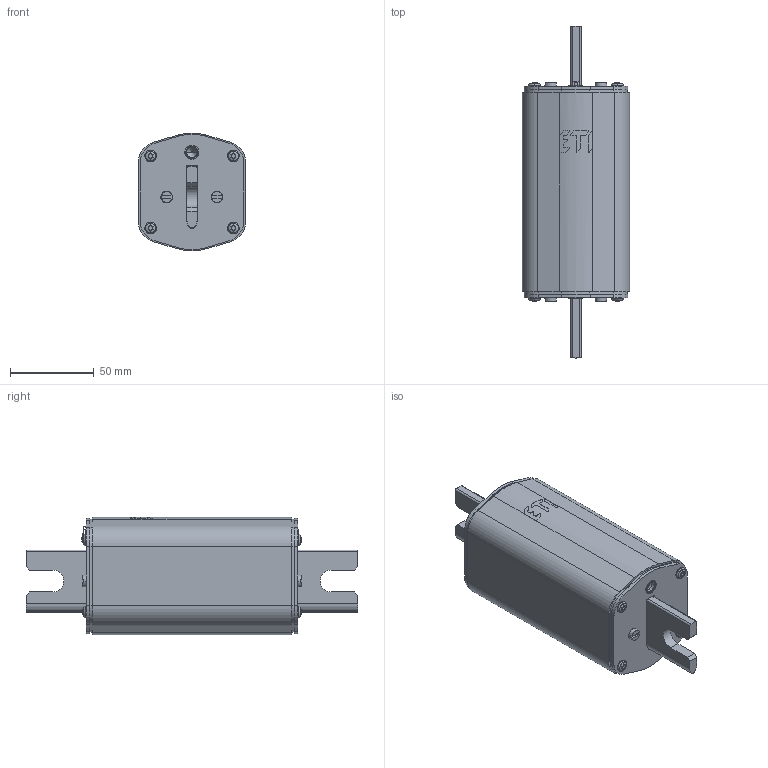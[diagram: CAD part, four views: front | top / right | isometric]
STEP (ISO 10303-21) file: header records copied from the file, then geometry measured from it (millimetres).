
FILE_DESCRIPTION((''),'2;1');
FILE_NAME('3LU_1100V_ASM','2021-09-27T',('marketing.praksa'),('Audax d.o.o.'),'CREO PARAMETRIC BY PTC INC, 2017480','CREO PARAMETRIC BY PTC INC, 2017480','');
FILE_SCHEMA(('AUTOMOTIVE_DESIGN { 1 0 10303 214 1 1 1 1 }'));
Length unit declared in the file: millimetre
Products named in the file (13): 0000019746_1_1; 0000019000_1; 0000020184_ASM_2_ASM; 0000020199_ASM_2_ASM; 0000019100_3_1; 0000020380_1_1; 0000015419_1_1_2_3_4_5_6_7_8_12; 0000004154_1_1_2_3_4_5_6_7; 0000017079_1_1_2_3_4_5; 0000017080_1_1_2_3_4_5_6_7; 0000016201_AF0_1_1_2_3_4_5_6__9; 0000020162_2; 3LU_1100V_ASM
Assembly tree (26 placements, depth 3):
  3LU_1100V_ASM
    0000019746_1_1
    0000020184_ASM_2_ASM
      0000019000_1
    0000020199_ASM_2_ASM
      0000019000_1
    0000019100_3_1  x2
    0000020380_1_1  x2
    0000015419_1_1_2_3_4_5_6_7_8_12  x4
    0000004154_1_1_2_3_4_5_6_7  x8
    0000017079_1_1_2_3_4_5
    0000017080_1_1_2_3_4_5_6_7
    0000016201_AF0_1_1_2_3_4_5_6__9
    0000020162_2  x2
Bounding box: 64 x 198 x 70 mm (x, y, z)
Volume: 521695.4 mm3; surface area: 89842.2 mm2
Topology: 24 solids, 48 shells, 821 faces, 2227 edges, 1463 vertices
Faces by surface type: cylinder 402, plane 246, cone 72, torus 56, bspline 26, sphere 16, extrusion 3
Entity records: 21932 total; most frequent: CARTESIAN_POINT 4010, DIRECTION 2463, ORIENTED_EDGE 2236, EDGE_CURVE 1143, AXIS2_PLACEMENT_3D 970, PRESENTATION_STYLE_ASSIGNMENT 919, STYLED_ITEM 866, VERTEX_POINT 740
